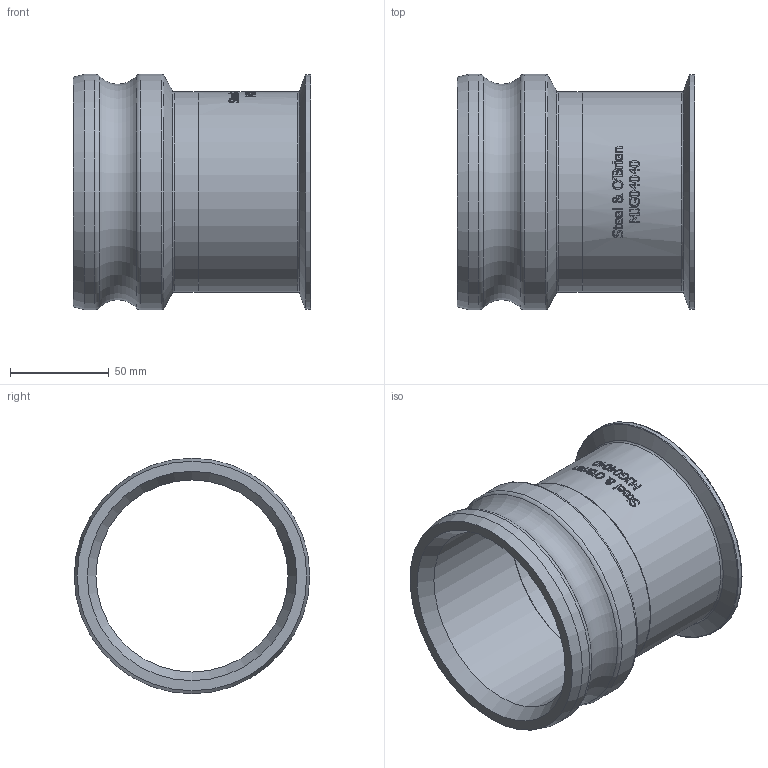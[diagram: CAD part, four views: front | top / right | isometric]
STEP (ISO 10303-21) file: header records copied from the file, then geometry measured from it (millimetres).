
FILE_DESCRIPTION(/* description */ (''),/* implementation_level */ '2;1');
FILE_NAME(/* name */ 'MJG04040.stp',/* time_stamp */ '2022-01-27T15:02:34-05:00',/* author */ ('rick'),/* organization */ (''),/* preprocessor_version */ 'ST-DEVELOPER v18.1',/* originating_system */ 'Autodesk Inventor 2020',/* authorisation */ '');
FILE_SCHEMA (('AUTOMOTIVE_DESIGN { 1 0 10303 214 3 1 1 }'));
Length unit declared in the file: inch
Products named in the file (1): MJG04040
Bounding box: 120.65 x 119.46 x 119.46 mm (x, y, z)
Volume: 207617.7 mm3; surface area: 89243.1 mm2
Topology: 1 solids, 1 shells, 375 faces, 1038 edges, 701 vertices
Faces by surface type: bspline 174, plane 138, cylinder 42, torus 15, cone 6
Full cylindrical faces by diameter (mm): 97.384 x2, 101.6 x2, 118.923 x1, 119.456 x2
Entity records: 15743 total; most frequent: CARTESIAN_POINT 7000, ORIENTED_EDGE 2076, DIRECTION 1344, EDGE_CURVE 1038, VERTEX_POINT 701, AXIS2_PLACEMENT_3D 452, LINE 440, VECTOR 440
